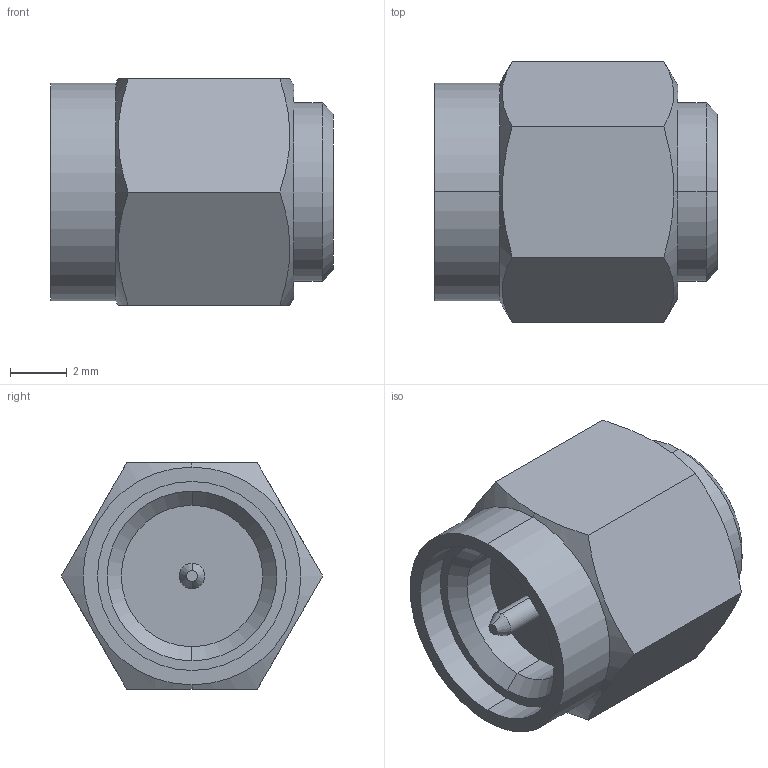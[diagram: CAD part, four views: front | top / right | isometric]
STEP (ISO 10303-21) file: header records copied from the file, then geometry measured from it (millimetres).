
FILE_DESCRIPTION (( 'STEP AP214' ), '1' );
FILE_NAME ('SMA 3d 斁麧錪.STEP', '2025-08-11T10:53:04', ( '' ), ( '' ), 'SwSTEP 2.0', 'SolidWorks 2018', '' );
FILE_SCHEMA (( 'AUTOMOTIVE_DESIGN' ));
Length unit declared in the file: millimetre
Products named in the file (1): SMA 3d 斁麧錪
Bounding box: 10 x 9.24 x 8 mm (x, y, z)
Volume: 427.6 mm3; surface area: 402.7 mm2
Topology: 1 solids, 1 shells, 32 faces, 70 edges, 44 vertices
Faces by surface type: plane 12, cone 10, cylinder 10
Entity records: 998 total; most frequent: CARTESIAN_POINT 243, DIRECTION 148, ORIENTED_EDGE 140, EDGE_CURVE 70, AXIS2_PLACEMENT_3D 61, VERTEX_POINT 44, EDGE_LOOP 36, FACE_OUTER_BOUND 32
